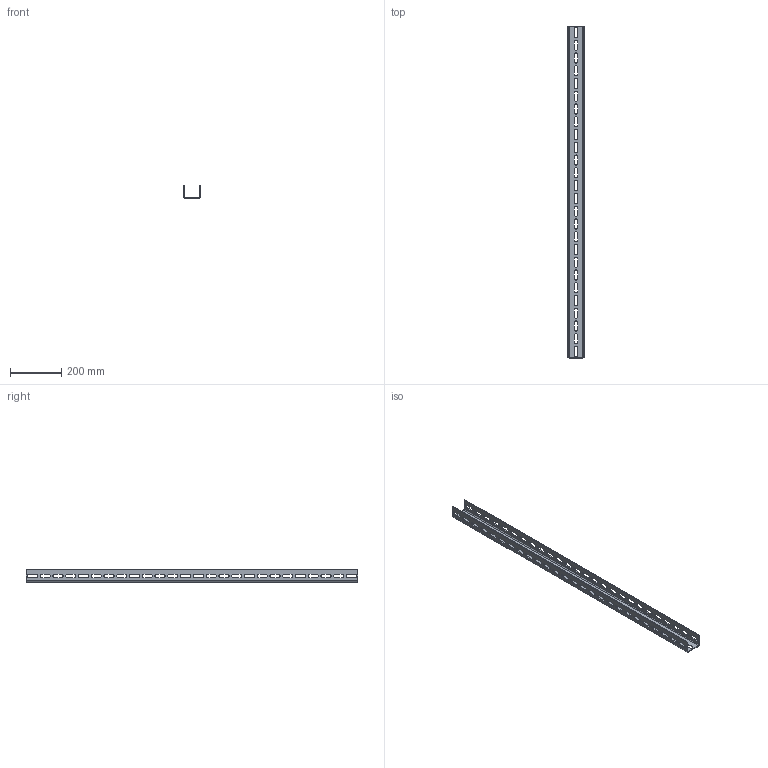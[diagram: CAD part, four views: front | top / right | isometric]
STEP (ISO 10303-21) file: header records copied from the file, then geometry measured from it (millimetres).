
FILE_DESCRIPTION((''),'2;1');
FILE_NAME('6340288_REFERENZ','2012-07-23T',('AndreasKeweloh'),(''),'PRO/ENGINEER BY PARAMETRIC TECHNOLOGY CORPORATION, 2012130','PRO/ENGINEER BY PARAMETRIC TECHNOLOGY CORPORATION, 2012130','');
FILE_SCHEMA(('CONFIG_CONTROL_DESIGN'));
Length unit declared in the file: millimetre
Products named in the file (1): 6340288_REFERENZ
Bounding box: 70 x 1300 x 50 mm (x, y, z)
Volume: 654021 mm3; surface area: 368611.8 mm2
Topology: 1 solids, 1 shells, 326 faces, 972 edges, 648 vertices
Faces by surface type: plane 166, cylinder 160
Entity records: 11386 total; most frequent: CARTESIAN_POINT 1946, DIRECTION 1944, ORIENTED_EDGE 1944, EDGE_CURVE 972, VECTOR 652, LINE 652, VERTEX_POINT 648, AXIS2_PLACEMENT_3D 646
